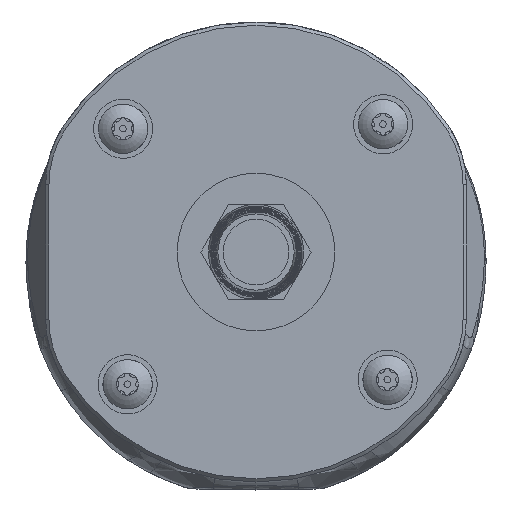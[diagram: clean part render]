
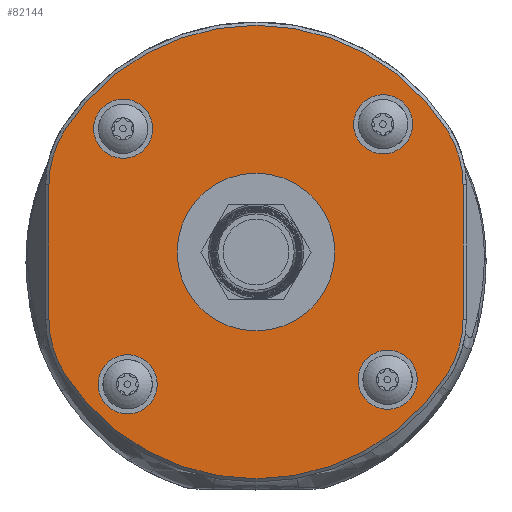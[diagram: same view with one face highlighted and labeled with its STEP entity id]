
A CAD part, front view. The second image highlights one B-rep face of the part: STEP entity #82144.
In plain terms, the highlighted planar face has unit normal (0, -1, 0).
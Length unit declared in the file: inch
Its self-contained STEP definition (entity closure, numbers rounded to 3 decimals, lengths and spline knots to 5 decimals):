
#345 = FACE_BOUND ( 'NONE', #48917, .T. ) ;
#660 = DIRECTION ( 'NONE',  ( 0., 1., 0. ) ) ;
#1292 = DIRECTION ( 'NONE',  ( 0., 0., -1. ) ) ;
#3663 = CIRCLE ( 'NONE', #32183, 0.08858 ) ;
#3922 = AXIS2_PLACEMENT_3D ( 'NONE', #32723, #27153, #47141 ) ;
#5276 = EDGE_CURVE ( 'NONE', #41002, #34986, #54793, .T. ) ;
#6173 = VERTEX_POINT ( 'NONE', #69205 ) ;
#7289 = CARTESIAN_POINT ( 'NONE',  ( 0.62992, 0.09843, -1.78138 ) ) ;
#7317 = DIRECTION ( 'NONE',  ( 0., 0., 1. ) ) ;
#7731 = CIRCLE ( 'NONE', #52626, 0.36417 ) ;
#8191 = LINE ( 'NONE', #68196, #56067 ) ;
#8895 = DIRECTION ( 'NONE',  ( 0., 1., 0. ) ) ;
#9137 = CARTESIAN_POINT ( 'NONE',  ( -1.1438, 0.09843, -2.11048 ) ) ;
#9759 = DIRECTION ( 'NONE',  ( 0., 1., 0. ) ) ;
#9868 = DIRECTION ( 'NONE',  ( 0., 0., -1. ) ) ;
#10386 = EDGE_CURVE ( 'NONE', #68983, #68983, #53548, .T. ) ;
#10839 = DIRECTION ( 'NONE',  ( 0., 1., 0. ) ) ;
#12606 = EDGE_LOOP ( 'NONE', ( #35388 ) ) ;
#12702 = FACE_BOUND ( 'NONE', #21066, .T. ) ;
#12820 = CARTESIAN_POINT ( 'NONE',  ( 1.1438, 0.09843, -0.64542 ) ) ;
#13528 = DIRECTION ( 'NONE',  ( 0., 1., 0. ) ) ;
#14199 = VERTEX_POINT ( 'NONE', #32979 ) ;
#14389 = EDGE_LOOP ( 'NONE', ( #72585 ) ) ;
#16052 = CIRCLE ( 'NONE', #31044, 0.08858 ) ;
#18088 = AXIS2_PLACEMENT_3D ( 'NONE', #42111, #9759, #35316 ) ;
#18910 = DIRECTION ( 'NONE',  ( 0., 0., 1. ) ) ;
#19327 = CARTESIAN_POINT ( 'NONE',  ( 0.62992, 0.09843, -0.97453 ) ) ;
#20463 = EDGE_CURVE ( 'NONE', #80929, #78317, #77153, .T. ) ;
#21066 = EDGE_LOOP ( 'NONE', ( #58709 ) ) ;
#23468 = ORIENTED_EDGE ( 'NONE', *, *, #41762, .F. ) ;
#23909 = EDGE_CURVE ( 'NONE', #39462, #39462, #58316, .T. ) ;
#24082 = AXIS2_PLACEMENT_3D ( 'NONE', #7289, #10839, #51983 ) ;
#24507 = DIRECTION ( 'NONE',  ( 0., 1., 0. ) ) ;
#24607 = CARTESIAN_POINT ( 'NONE',  ( 1.1438, 0.09843, -2.11048 ) ) ;
#24812 = CARTESIAN_POINT ( 'NONE',  ( -1.24016, 0.09843, -1.78138 ) ) ;
#24925 = DIRECTION ( 'NONE',  ( 0., 0., -1. ) ) ;
#25040 = AXIS2_PLACEMENT_3D ( 'NONE', #83113, #25645, #64378 ) ;
#25645 = DIRECTION ( 'NONE',  ( 0., 1., 0. ) ) ;
#26208 = DIRECTION ( 'NONE',  ( 0., 0., 1. ) ) ;
#27153 = DIRECTION ( 'NONE',  ( 0., 1., 0. ) ) ;
#27207 = AXIS2_PLACEMENT_3D ( 'NONE', #19327, #51258, #18910 ) ;
#27259 = CARTESIAN_POINT ( 'NONE',  ( 0., 0.09843, -1.37795 ) ) ;
#28341 = VERTEX_POINT ( 'NONE', #12820 ) ;
#29681 = CARTESIAN_POINT ( 'NONE',  ( 1.24016, 0.09843, -1.78138 ) ) ;
#30068 = CARTESIAN_POINT ( 'NONE',  ( -0.76181, 0.09843, -0.61238 ) ) ;
#30724 = AXIS2_PLACEMENT_3D ( 'NONE', #38679, #13528, #31884 ) ;
#31044 = AXIS2_PLACEMENT_3D ( 'NONE', #43669, #24507, #24925 ) ;
#31760 = DIRECTION ( 'NONE',  ( 0., 0., 1. ) ) ;
#31884 = DIRECTION ( 'NONE',  ( 0., 0., 1. ) ) ;
#32183 = AXIS2_PLACEMENT_3D ( 'NONE', #30068, #8895, #73164 ) ;
#32723 = CARTESIAN_POINT ( 'NONE',  ( 0.76181, 0.09843, -0.61238 ) ) ;
#32979 = CARTESIAN_POINT ( 'NONE',  ( -0.76181, 0.09843, -2.2321 ) ) ;
#33241 = DIRECTION ( 'NONE',  ( 0., 1., 0. ) ) ;
#34123 = EDGE_CURVE ( 'NONE', #78317, #37427, #69233, .T. ) ;
#34986 = VERTEX_POINT ( 'NONE', #63621 ) ;
#35316 = DIRECTION ( 'NONE',  ( 0., 0., 1. ) ) ;
#35388 = ORIENTED_EDGE ( 'NONE', *, *, #48426, .T. ) ;
#36130 = VECTOR ( 'NONE', #31760, 39.37008 ) ;
#37427 = VERTEX_POINT ( 'NONE', #24812 ) ;
#38451 = EDGE_CURVE ( 'NONE', #28341, #43305, #76145, .T. ) ;
#38679 = CARTESIAN_POINT ( 'NONE',  ( 0., 0.09843, -1.37795 ) ) ;
#38926 = ORIENTED_EDGE ( 'NONE', *, *, #53467, .T. ) ;
#39462 = VERTEX_POINT ( 'NONE', #65422 ) ;
#40989 = CIRCLE ( 'NONE', #51887, 1.35827 ) ;
#41002 = VERTEX_POINT ( 'NONE', #78529 ) ;
#41762 = EDGE_CURVE ( 'NONE', #34986, #28341, #40989, .T. ) ;
#41941 = EDGE_CURVE ( 'NONE', #43305, #79619, #8191, .T. ) ;
#42111 = CARTESIAN_POINT ( 'NONE',  ( -0.62992, 0.09843, -0.97453 ) ) ;
#43305 = VERTEX_POINT ( 'NONE', #68192 ) ;
#43669 = CARTESIAN_POINT ( 'NONE',  ( -0.76181, 0.09843, -2.14352 ) ) ;
#45196 = DIRECTION ( 'NONE',  ( 0., 1., 0. ) ) ;
#46293 = FACE_BOUND ( 'NONE', #14389, .T. ) ;
#47141 = DIRECTION ( 'NONE',  ( 0., 0., -1. ) ) ;
#47368 = EDGE_LOOP ( 'NONE', ( #65182, #63140, #23468, #69649, #66503, #72471, #48567, #65304 ) ) ;
#48426 = EDGE_CURVE ( 'NONE', #6173, #6173, #3663, .T. ) ;
#48567 = ORIENTED_EDGE ( 'NONE', *, *, #20463, .F. ) ;
#48917 = EDGE_LOOP ( 'NONE', ( #60557 ) ) ;
#48923 = DIRECTION ( 'NONE',  ( 0., 1., 0. ) ) ;
#51258 = DIRECTION ( 'NONE',  ( 0., 1., 0. ) ) ;
#51887 = AXIS2_PLACEMENT_3D ( 'NONE', #77726, #660, #26208 ) ;
#51983 = DIRECTION ( 'NONE',  ( 0., 0., 1. ) ) ;
#52626 = AXIS2_PLACEMENT_3D ( 'NONE', #27259, #33241, #1292 ) ;
#53467 = EDGE_CURVE ( 'NONE', #14199, #14199, #16052, .T. ) ;
#53548 = CIRCLE ( 'NONE', #25040, 0.08858 ) ;
#54032 = AXIS2_PLACEMENT_3D ( 'NONE', #58413, #45196, #7317 ) ;
#54793 = CIRCLE ( 'NONE', #18088, 0.61024 ) ;
#55744 = CARTESIAN_POINT ( 'NONE',  ( -0.62992, 0.09843, -1.78138 ) ) ;
#56067 = VECTOR ( 'NONE', #9868, 39.37008 ) ;
#57246 = EDGE_CURVE ( 'NONE', #79619, #80929, #64861, .T. ) ;
#57837 = PLANE ( 'NONE',  #30724 ) ;
#58134 = LINE ( 'NONE', #71317, #36130 ) ;
#58316 = CIRCLE ( 'NONE', #3922, 0.08858 ) ;
#58413 = CARTESIAN_POINT ( 'NONE',  ( 0., 0.09843, -1.37795 ) ) ;
#58709 = ORIENTED_EDGE ( 'NONE', *, *, #23909, .T. ) ;
#59574 = EDGE_LOOP ( 'NONE', ( #38926 ) ) ;
#59925 = EDGE_CURVE ( 'NONE', #78103, #78103, #7731, .T. ) ;
#60557 = ORIENTED_EDGE ( 'NONE', *, *, #10386, .T. ) ;
#63140 = ORIENTED_EDGE ( 'NONE', *, *, #38451, .F. ) ;
#63621 = CARTESIAN_POINT ( 'NONE',  ( -1.1438, 0.09843, -0.64542 ) ) ;
#64192 = CARTESIAN_POINT ( 'NONE',  ( 0.76181, 0.09843, -2.2321 ) ) ;
#64378 = DIRECTION ( 'NONE',  ( 0., 0., -1. ) ) ;
#64861 = CIRCLE ( 'NONE', #24082, 0.61024 ) ;
#65182 = ORIENTED_EDGE ( 'NONE', *, *, #41941, .F. ) ;
#65304 = ORIENTED_EDGE ( 'NONE', *, *, #57246, .F. ) ;
#65422 = CARTESIAN_POINT ( 'NONE',  ( 0.76181, 0.09843, -0.70097 ) ) ;
#66143 = CARTESIAN_POINT ( 'NONE',  ( 0., 0.09843, -1.74213 ) ) ;
#66503 = ORIENTED_EDGE ( 'NONE', *, *, #81715, .F. ) ;
#68192 = CARTESIAN_POINT ( 'NONE',  ( 1.24016, 0.09843, -0.97453 ) ) ;
#68196 = CARTESIAN_POINT ( 'NONE',  ( 1.24016, 0.09843, -1.37795 ) ) ;
#68983 = VERTEX_POINT ( 'NONE', #64192 ) ;
#69205 = CARTESIAN_POINT ( 'NONE',  ( -0.76181, 0.09843, -0.70097 ) ) ;
#69233 = CIRCLE ( 'NONE', #70634, 0.61024 ) ;
#69649 = ORIENTED_EDGE ( 'NONE', *, *, #5276, .F. ) ;
#70634 = AXIS2_PLACEMENT_3D ( 'NONE', #55744, #48923, #76590 ) ;
#71317 = CARTESIAN_POINT ( 'NONE',  ( -1.24016, 0.09843, -1.37795 ) ) ;
#71840 = FACE_OUTER_BOUND ( 'NONE', #47368, .T. ) ;
#72471 = ORIENTED_EDGE ( 'NONE', *, *, #34123, .F. ) ;
#72585 = ORIENTED_EDGE ( 'NONE', *, *, #59925, .T. ) ;
#73164 = DIRECTION ( 'NONE',  ( 0., 0., -1. ) ) ;
#76145 = CIRCLE ( 'NONE', #27207, 0.61024 ) ;
#76590 = DIRECTION ( 'NONE',  ( 0., 0., 1. ) ) ;
#77153 = CIRCLE ( 'NONE', #54032, 1.35827 ) ;
#77726 = CARTESIAN_POINT ( 'NONE',  ( 0., 0.09843, -1.37795 ) ) ;
#78103 = VERTEX_POINT ( 'NONE', #66143 ) ;
#78317 = VERTEX_POINT ( 'NONE', #9137 ) ;
#78529 = CARTESIAN_POINT ( 'NONE',  ( -1.24016, 0.09843, -0.97453 ) ) ;
#79619 = VERTEX_POINT ( 'NONE', #29681 ) ;
#80929 = VERTEX_POINT ( 'NONE', #24607 ) ;
#81715 = EDGE_CURVE ( 'NONE', #37427, #41002, #58134, .T. ) ;
#82144 = ADVANCED_FACE ( 'NONE', ( #71840, #83801, #345, #12702, #84220, #46293 ), #57837, .F. ) ;
#83113 = CARTESIAN_POINT ( 'NONE',  ( 0.76181, 0.09843, -2.14352 ) ) ;
#83801 = FACE_BOUND ( 'NONE', #59574, .T. ) ;
#84220 = FACE_BOUND ( 'NONE', #12606, .T. ) ;
